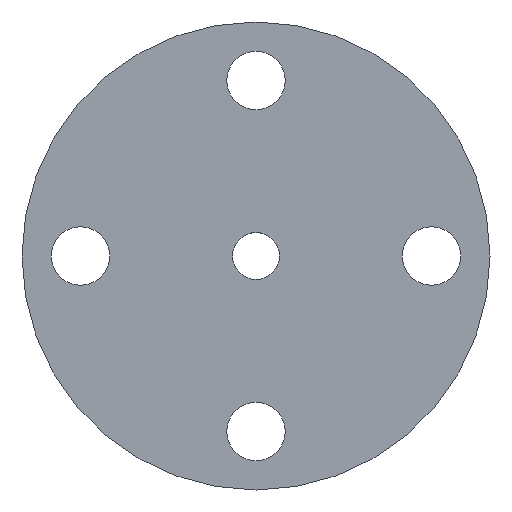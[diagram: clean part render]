
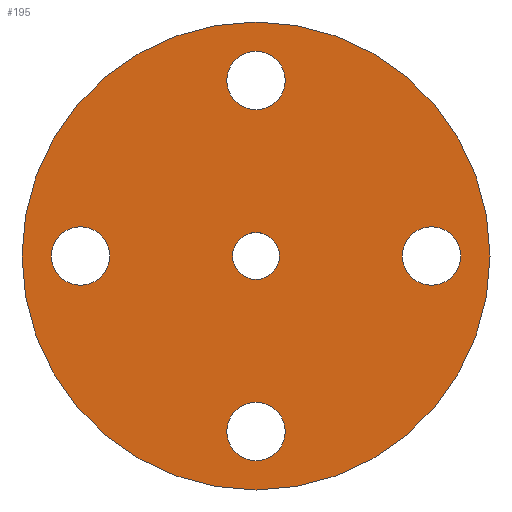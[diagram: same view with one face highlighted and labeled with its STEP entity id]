
A CAD part, front view. The second image highlights one B-rep face of the part: STEP entity #195.
In plain terms, the highlighted planar face has unit normal (0, -1, 0).
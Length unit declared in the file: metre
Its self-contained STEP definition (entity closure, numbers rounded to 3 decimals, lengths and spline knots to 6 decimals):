
#13=PLANE('',#234);
#16=CIRCLE('',#214,0.002);
#20=CIRCLE('',#220,0.0025);
#22=CIRCLE('',#223,0.0025);
#24=CIRCLE('',#226,0.0025);
#26=CIRCLE('',#229,0.0025);
#28=CIRCLE('',#232,0.02);
#55=ORIENTED_EDGE('',*,*,#80,.F.);
#56=ORIENTED_EDGE('',*,*,#78,.F.);
#57=ORIENTED_EDGE('',*,*,#76,.F.);
#58=ORIENTED_EDGE('',*,*,#68,.F.);
#59=ORIENTED_EDGE('',*,*,#74,.F.);
#60=ORIENTED_EDGE('',*,*,#82,.T.);
#68=EDGE_CURVE('',#86,#86,#16,.T.);
#74=EDGE_CURVE('',#92,#92,#20,.T.);
#76=EDGE_CURVE('',#94,#94,#22,.T.);
#78=EDGE_CURVE('',#96,#96,#24,.T.);
#80=EDGE_CURVE('',#98,#98,#26,.T.);
#82=EDGE_CURVE('',#100,#100,#28,.T.);
#86=VERTEX_POINT('',#323);
#92=VERTEX_POINT('',#359);
#94=VERTEX_POINT('',#364);
#96=VERTEX_POINT('',#369);
#98=VERTEX_POINT('',#374);
#100=VERTEX_POINT('',#379);
#131=EDGE_LOOP('',(#55));
#132=EDGE_LOOP('',(#56));
#133=EDGE_LOOP('',(#57));
#134=EDGE_LOOP('',(#58));
#135=EDGE_LOOP('',(#59));
#136=EDGE_LOOP('',(#60));
#167=FACE_BOUND('',#131,.T.);
#168=FACE_BOUND('',#132,.T.);
#169=FACE_BOUND('',#133,.T.);
#170=FACE_BOUND('',#134,.T.);
#171=FACE_BOUND('',#135,.T.);
#172=FACE_BOUND('',#136,.T.);
#195=ADVANCED_FACE('',(#167,#168,#169,#170,#171,#172),#13,.T.);
#214=AXIS2_PLACEMENT_3D('',#322,#245,#246);
#220=AXIS2_PLACEMENT_3D('',#358,#257,#258);
#223=AXIS2_PLACEMENT_3D('',#363,#263,#264);
#226=AXIS2_PLACEMENT_3D('',#368,#269,#270);
#229=AXIS2_PLACEMENT_3D('',#373,#275,#276);
#232=AXIS2_PLACEMENT_3D('',#378,#281,#282);
#234=AXIS2_PLACEMENT_3D('',#381,#285,#286);
#245=DIRECTION('',(0.,-1.,0.));
#246=DIRECTION('',(0.,0.,-1.));
#257=DIRECTION('',(0.,-1.,0.));
#258=DIRECTION('',(0.,0.,-1.));
#263=DIRECTION('',(0.,-1.,0.));
#264=DIRECTION('',(0.,0.,-1.));
#269=DIRECTION('',(0.,-1.,0.));
#270=DIRECTION('',(0.,0.,-1.));
#275=DIRECTION('',(0.,-1.,0.));
#276=DIRECTION('',(0.,0.,-1.));
#281=DIRECTION('',(0.,-1.,0.));
#282=DIRECTION('',(0.,0.,-1.));
#285=DIRECTION('',(0.,-1.,0.));
#286=DIRECTION('',(1.,0.,0.));
#322=CARTESIAN_POINT('',(0.,0.,0.));
#323=CARTESIAN_POINT('',(0.,0.,-0.002));
#358=CARTESIAN_POINT('',(-0.015,0.,0.));
#359=CARTESIAN_POINT('',(-0.015,0.,-0.0025));
#363=CARTESIAN_POINT('',(0.,0.,-0.015));
#364=CARTESIAN_POINT('',(0.,0.,-0.0175));
#368=CARTESIAN_POINT('',(0.015,0.,0.));
#369=CARTESIAN_POINT('',(0.015,0.,-0.0025));
#373=CARTESIAN_POINT('',(0.,0.,0.015));
#374=CARTESIAN_POINT('',(0.,0.,0.0125));
#378=CARTESIAN_POINT('',(0.,0.,0.));
#379=CARTESIAN_POINT('',(0.,0.,-0.02));
#381=CARTESIAN_POINT('',(0.,0.,0.));
